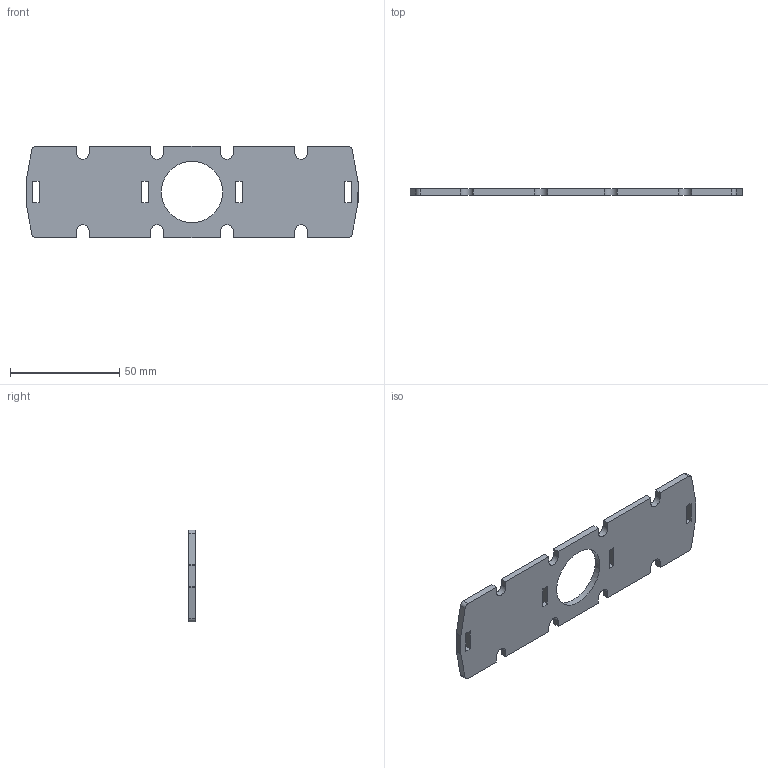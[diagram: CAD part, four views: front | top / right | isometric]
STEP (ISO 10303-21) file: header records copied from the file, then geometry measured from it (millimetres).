
FILE_DESCRIPTION((''),'2;1');
FILE_NAME('Camera_Platform.stp','2013-11-13T21:59:49',(''),(''),'Autodesk Inventor 2013','Autodesk Inventor 2013','');
FILE_SCHEMA(('AUTOMOTIVE_DESIGN { 1 0 10303 214 1 1 1 1 }'));
Length unit declared in the file: millimetre
Products named in the file (1): Camera_Platform
Bounding box: 152 x 3 x 42 mm (x, y, z)
Volume: 15878.9 mm3; surface area: 12512.7 mm2
Topology: 1 solids, 1 shells, 67 faces, 195 edges, 130 vertices
Faces by surface type: plane 50, cylinder 17
Full cylindrical faces by diameter (mm): 28 x1
Entity records: 2244 total; most frequent: CARTESIAN_POINT 392, ORIENTED_EDGE 388, DIRECTION 364, EDGE_CURVE 194, VECTOR 160, LINE 160, VERTEX_POINT 130, AXIS2_PLACEMENT_3D 102
